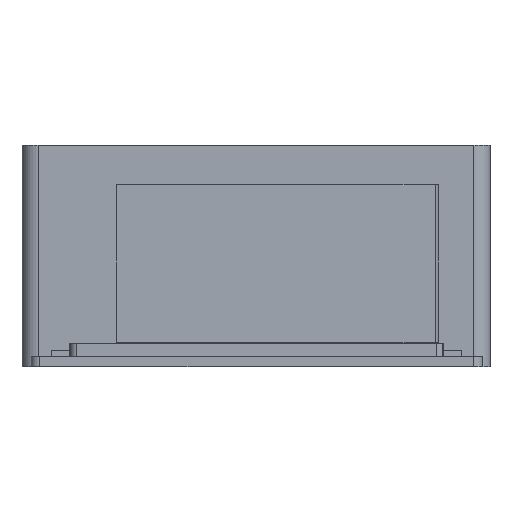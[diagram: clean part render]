
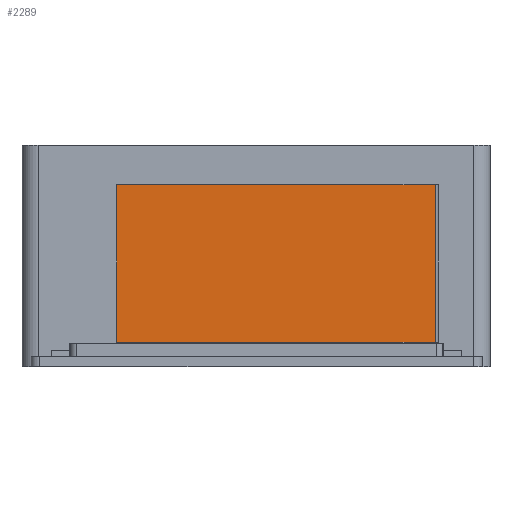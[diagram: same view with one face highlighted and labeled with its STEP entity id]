
A CAD part, front view. The second image highlights one B-rep face of the part: STEP entity #2289.
In plain terms, the highlighted planar face has unit normal (0, -1, 0).
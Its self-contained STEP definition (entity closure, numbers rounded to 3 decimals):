
#79=PLANE('',#2523);
#169=FACE_OUTER_BOUND('',#298,.T.);
#298=EDGE_LOOP('',(#1932,#1933,#1934,#1935));
#437=LINE('',#3476,#686);
#469=LINE('',#3591,#718);
#551=LINE('',#3823,#800);
#552=LINE('',#3824,#801);
#686=VECTOR('',#2782,1000.);
#718=VECTOR('',#2876,10.);
#800=VECTOR('',#3074,1000.);
#801=VECTOR('',#3075,1000.);
#1022=VERTEX_POINT('',#3473);
#1023=VERTEX_POINT('',#3475);
#1074=VERTEX_POINT('',#3588);
#1075=VERTEX_POINT('',#3590);
#1274=EDGE_CURVE('',#1023,#1022,#437,.T.);
#1332=EDGE_CURVE('',#1074,#1075,#469,.T.);
#1451=EDGE_CURVE('',#1074,#1023,#551,.F.);
#1452=EDGE_CURVE('',#1022,#1075,#552,.T.);
#1932=ORIENTED_EDGE('',*,*,#1332,.F.);
#1933=ORIENTED_EDGE('',*,*,#1451,.T.);
#1934=ORIENTED_EDGE('',*,*,#1274,.T.);
#1935=ORIENTED_EDGE('',*,*,#1452,.T.);
#2289=ADVANCED_FACE('',(#169),#79,.T.);
#2523=AXIS2_PLACEMENT_3D('',#3822,#3072,#3073);
#2782=DIRECTION('',(1.,0.,0.));
#2876=DIRECTION('',(1.,0.,0.));
#3072=DIRECTION('center_axis',(0.,-1.,0.));
#3073=DIRECTION('ref_axis',(1.,0.,0.));
#3074=DIRECTION('',(0.,0.,1.));
#3075=DIRECTION('',(0.,0.,1.));
#3473=CARTESIAN_POINT('',(27.799,2.321,0.));
#3475=CARTESIAN_POINT('',(-27.791,2.321,0.));
#3476=CARTESIAN_POINT('',(-17.,2.321,0.));
#3588=CARTESIAN_POINT('',(-27.791,2.321,31.158));
#3590=CARTESIAN_POINT('',(27.799,2.321,31.158));
#3591=CARTESIAN_POINT('',(-17.,2.321,31.158));
#3822=CARTESIAN_POINT('Origin',(-34.,2.321,-2.));
#3823=CARTESIAN_POINT('',(-27.791,2.321,0.));
#3824=CARTESIAN_POINT('',(27.799,2.321,31.03));
